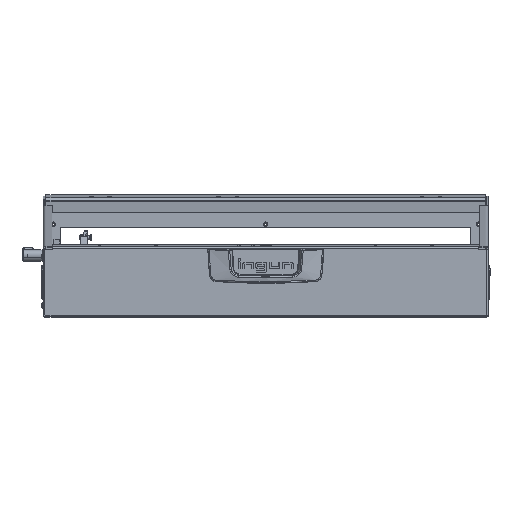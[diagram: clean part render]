
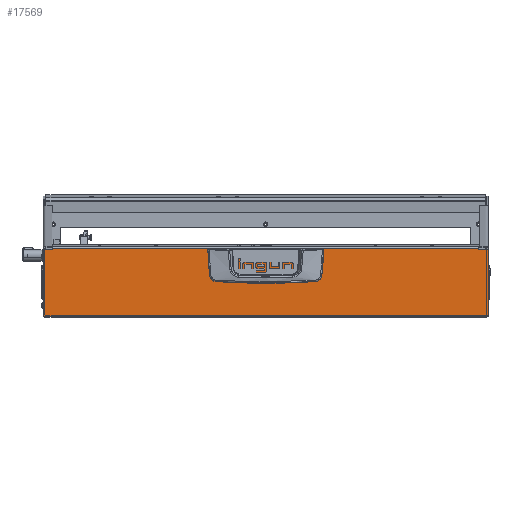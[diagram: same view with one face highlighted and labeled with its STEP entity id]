
A CAD part, top view. The second image highlights one B-rep face of the part: STEP entity #17569.
In plain terms, the highlighted face is planar.
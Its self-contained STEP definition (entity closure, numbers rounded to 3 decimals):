
#289 = EDGE_CURVE ( 'NONE', #22629, #39906, #35179, .T. ) ;
#403 = EDGE_LOOP ( 'NONE', ( #43790, #8654, #15317, #34531, #20205, #47828, #5154, #40003, #15518, #45045 ) ) ;
#467 = CARTESIAN_POINT ( 'NONE',  ( -2., 599., 93.86 ) ) ;
#677 = LINE ( 'NONE', #12071, #25470 ) ;
#891 = EDGE_LOOP ( 'NONE', ( #34017, #33424 ) ) ;
#1053 = DIRECTION ( 'NONE',  ( 0., 1., 0. ) ) ;
#1179 = PLANE ( 'NONE',  #31450 ) ;
#2092 = CARTESIAN_POINT ( 'NONE',  ( -2., -2., 2. ) ) ;
#2652 = CARTESIAN_POINT ( 'NONE',  ( -2., -2., 0. ) ) ;
#2879 = CARTESIAN_POINT ( 'NONE',  ( -2., 252., 73.7 ) ) ;
#3191 = LINE ( 'NONE', #4183, #13614 ) ;
#4064 = DIRECTION ( 'NONE',  ( 0., 1., 0. ) ) ;
#4183 = CARTESIAN_POINT ( 'NONE',  ( -2., -4., 93.373 ) ) ;
#4878 = EDGE_LOOP ( 'NONE', ( #48643, #30120 ) ) ;
#5154 = ORIENTED_EDGE ( 'NONE', *, *, #5919, .T. ) ;
#5319 = VERTEX_POINT ( 'NONE', #2652 ) ;
#5342 = CARTESIAN_POINT ( 'NONE',  ( -2., -4., 93.373 ) ) ;
#5912 = CARTESIAN_POINT ( 'NONE',  ( -2., -4., 93.373 ) ) ;
#5919 = EDGE_CURVE ( 'NONE', #21937, #8665, #677, .T. ) ;
#6129 = VERTEX_POINT ( 'NONE', #29431 ) ;
#6609 = CARTESIAN_POINT ( 'NONE',  ( -2., 610., 2. ) ) ;
#6653 = EDGE_CURVE ( 'NONE', #5319, #35104, #48953, .T. ) ;
#6830 = CARTESIAN_POINT ( 'NONE',  ( -2., 249., 73.7 ) ) ;
#6943 = EDGE_CURVE ( 'NONE', #25679, #8302, #25553, .T. ) ;
#7010 = EDGE_CURVE ( 'NONE', #5319, #6129, #11404, .T. ) ;
#7308 = EDGE_CURVE ( 'NONE', #42305, #27362, #44033, .T. ) ;
#7742 = DIRECTION ( 'NONE',  ( 0., 1., 0. ) ) ;
#8054 = DIRECTION ( 'NONE',  ( 0., 1., 0. ) ) ;
#8085 = LINE ( 'NONE', #467, #8116 ) ;
#8116 = VECTOR ( 'NONE', #42931, 1000. ) ;
#8302 = VERTEX_POINT ( 'NONE', #2879 ) ;
#8654 = ORIENTED_EDGE ( 'NONE', *, *, #23911, .T. ) ;
#8665 = VERTEX_POINT ( 'NONE', #10915 ) ;
#9485 = VECTOR ( 'NONE', #47312, 1000. ) ;
#10133 = DIRECTION ( 'NONE',  ( 0., 1., 0. ) ) ;
#10322 = EDGE_CURVE ( 'NONE', #27362, #32615, #8085, .T. ) ;
#10915 = CARTESIAN_POINT ( 'NONE',  ( -2., 612., 2. ) ) ;
#11404 = LINE ( 'NONE', #19210, #19124 ) ;
#11785 = EDGE_CURVE ( 'NONE', #39906, #22629, #35923, .T. ) ;
#11818 = AXIS2_PLACEMENT_3D ( 'NONE', #2092, #25313, #45331 ) ;
#12071 = CARTESIAN_POINT ( 'NONE',  ( -2., 612., 93.86 ) ) ;
#12546 = CARTESIAN_POINT ( 'NONE',  ( -2., 356., 73.7 ) ) ;
#12825 = FACE_BOUND ( 'NONE', #891, .T. ) ;
#13561 = CARTESIAN_POINT ( 'NONE',  ( -2., 359., 73.7 ) ) ;
#13614 = VECTOR ( 'NONE', #7742, 1000. ) ;
#13703 = CARTESIAN_POINT ( 'NONE',  ( -2., -4., 93.86 ) ) ;
#14027 = DIRECTION ( 'NONE',  ( 0., 0., 1. ) ) ;
#14060 = CARTESIAN_POINT ( 'NONE',  ( -2., 9., 93.86 ) ) ;
#14641 = AXIS2_PLACEMENT_3D ( 'NONE', #6830, #22212, #36777 ) ;
#15317 = ORIENTED_EDGE ( 'NONE', *, *, #35918, .T. ) ;
#15518 = ORIENTED_EDGE ( 'NONE', *, *, #7010, .F. ) ;
#16134 = FACE_BOUND ( 'NONE', #4878, .T. ) ;
#16310 = CARTESIAN_POINT ( 'NONE',  ( -2., 599., 93.373 ) ) ;
#16435 = CARTESIAN_POINT ( 'NONE',  ( -2., 246., 73.7 ) ) ;
#17569 = ADVANCED_FACE ( 'NONE', ( #16134, #12825, #19887 ), #1179, .F. ) ;
#17750 = VECTOR ( 'NONE', #14027, 1000. ) ;
#18250 = CIRCLE ( 'NONE', #32786, 2. ) ;
#18954 = AXIS2_PLACEMENT_3D ( 'NONE', #13561, #28938, #41327 ) ;
#19124 = VECTOR ( 'NONE', #4064, 1000. ) ;
#19210 = CARTESIAN_POINT ( 'NONE',  ( -2., -4., 0. ) ) ;
#19887 = FACE_OUTER_BOUND ( 'NONE', #403, .T. ) ;
#20205 = ORIENTED_EDGE ( 'NONE', *, *, #10322, .T. ) ;
#20506 = DIRECTION ( 'NONE',  ( 0., 1., 0. ) ) ;
#20670 = CARTESIAN_POINT ( 'NONE',  ( -2., 612., 93.373 ) ) ;
#20785 = CARTESIAN_POINT ( 'NONE',  ( -2., 9., 93.373 ) ) ;
#20975 = LINE ( 'NONE', #39947, #9485 ) ;
#21937 = VERTEX_POINT ( 'NONE', #20670 ) ;
#21996 = DIRECTION ( 'NONE',  ( -1., 0., 0. ) ) ;
#22212 = DIRECTION ( 'NONE',  ( -1., 0., 0. ) ) ;
#22629 = VERTEX_POINT ( 'NONE', #33182 ) ;
#23175 = CARTESIAN_POINT ( 'NONE',  ( -2., -4., 93.86 ) ) ;
#23661 = DIRECTION ( 'NONE',  ( 1., 0., 0. ) ) ;
#23911 = EDGE_CURVE ( 'NONE', #49459, #38778, #25019, .T. ) ;
#25019 = LINE ( 'NONE', #5342, #34949 ) ;
#25313 = DIRECTION ( 'NONE',  ( -1., 0., 0. ) ) ;
#25470 = VECTOR ( 'NONE', #27449, 1000. ) ;
#25553 = CIRCLE ( 'NONE', #44974, 3. ) ;
#25679 = VERTEX_POINT ( 'NONE', #16435 ) ;
#27362 = VERTEX_POINT ( 'NONE', #29174 ) ;
#27449 = DIRECTION ( 'NONE',  ( 0., 0., -1. ) ) ;
#28258 = DIRECTION ( 'NONE',  ( -1., 0., 0. ) ) ;
#28938 = DIRECTION ( 'NONE',  ( -1., 0., 0. ) ) ;
#29174 = CARTESIAN_POINT ( 'NONE',  ( -2., 599., 93.86 ) ) ;
#29431 = CARTESIAN_POINT ( 'NONE',  ( -2., 610., 0. ) ) ;
#29826 = DIRECTION ( 'NONE',  ( -1., 0., 0. ) ) ;
#30120 = ORIENTED_EDGE ( 'NONE', *, *, #37395, .F. ) ;
#31450 = AXIS2_PLACEMENT_3D ( 'NONE', #23175, #23661, #8054 ) ;
#32433 = EDGE_CURVE ( 'NONE', #32615, #21937, #3191, .T. ) ;
#32615 = VERTEX_POINT ( 'NONE', #16310 ) ;
#32786 = AXIS2_PLACEMENT_3D ( 'NONE', #6609, #21996, #49086 ) ;
#33182 = CARTESIAN_POINT ( 'NONE',  ( -2., 362., 73.7 ) ) ;
#33424 = ORIENTED_EDGE ( 'NONE', *, *, #289, .F. ) ;
#34017 = ORIENTED_EDGE ( 'NONE', *, *, #11785, .F. ) ;
#34531 = ORIENTED_EDGE ( 'NONE', *, *, #7308, .T. ) ;
#34949 = VECTOR ( 'NONE', #1053, 1000. ) ;
#35104 = VERTEX_POINT ( 'NONE', #40181 ) ;
#35179 = CIRCLE ( 'NONE', #48099, 3. ) ;
#35918 = EDGE_CURVE ( 'NONE', #38778, #42305, #43864, .T. ) ;
#35923 = CIRCLE ( 'NONE', #18954, 3. ) ;
#36411 = CIRCLE ( 'NONE', #14641, 3. ) ;
#36777 = DIRECTION ( 'NONE',  ( 0., 1., 0. ) ) ;
#37395 = EDGE_CURVE ( 'NONE', #8302, #25679, #36411, .T. ) ;
#38778 = VERTEX_POINT ( 'NONE', #20785 ) ;
#39906 = VERTEX_POINT ( 'NONE', #12546 ) ;
#39947 = CARTESIAN_POINT ( 'NONE',  ( -2., -4., 93.86 ) ) ;
#40003 = ORIENTED_EDGE ( 'NONE', *, *, #44154, .T. ) ;
#40152 = CARTESIAN_POINT ( 'NONE',  ( -2., 359., 73.7 ) ) ;
#40181 = CARTESIAN_POINT ( 'NONE',  ( -2., -4., 2. ) ) ;
#40796 = CARTESIAN_POINT ( 'NONE',  ( -2., 9., 93.86 ) ) ;
#41327 = DIRECTION ( 'NONE',  ( 0., -1., 0. ) ) ;
#42305 = VERTEX_POINT ( 'NONE', #14060 ) ;
#42931 = DIRECTION ( 'NONE',  ( 0., 0., -1. ) ) ;
#43790 = ORIENTED_EDGE ( 'NONE', *, *, #46735, .F. ) ;
#43864 = LINE ( 'NONE', #40796, #17750 ) ;
#43953 = DIRECTION ( 'NONE',  ( 0., -1., 0. ) ) ;
#44033 = LINE ( 'NONE', #13703, #48191 ) ;
#44154 = EDGE_CURVE ( 'NONE', #8665, #6129, #18250, .T. ) ;
#44757 = CARTESIAN_POINT ( 'NONE',  ( -2., 249., 73.7 ) ) ;
#44974 = AXIS2_PLACEMENT_3D ( 'NONE', #44757, #29826, #10133 ) ;
#45045 = ORIENTED_EDGE ( 'NONE', *, *, #6653, .T. ) ;
#45331 = DIRECTION ( 'NONE',  ( 0., 1., 0. ) ) ;
#46735 = EDGE_CURVE ( 'NONE', #49459, #35104, #20975, .T. ) ;
#47312 = DIRECTION ( 'NONE',  ( 0., 0., -1. ) ) ;
#47828 = ORIENTED_EDGE ( 'NONE', *, *, #32433, .T. ) ;
#48099 = AXIS2_PLACEMENT_3D ( 'NONE', #40152, #28258, #43953 ) ;
#48191 = VECTOR ( 'NONE', #20506, 1000. ) ;
#48643 = ORIENTED_EDGE ( 'NONE', *, *, #6943, .F. ) ;
#48953 = CIRCLE ( 'NONE', #11818, 2. ) ;
#49086 = DIRECTION ( 'NONE',  ( 0., 1., 0. ) ) ;
#49459 = VERTEX_POINT ( 'NONE', #5912 ) ;
